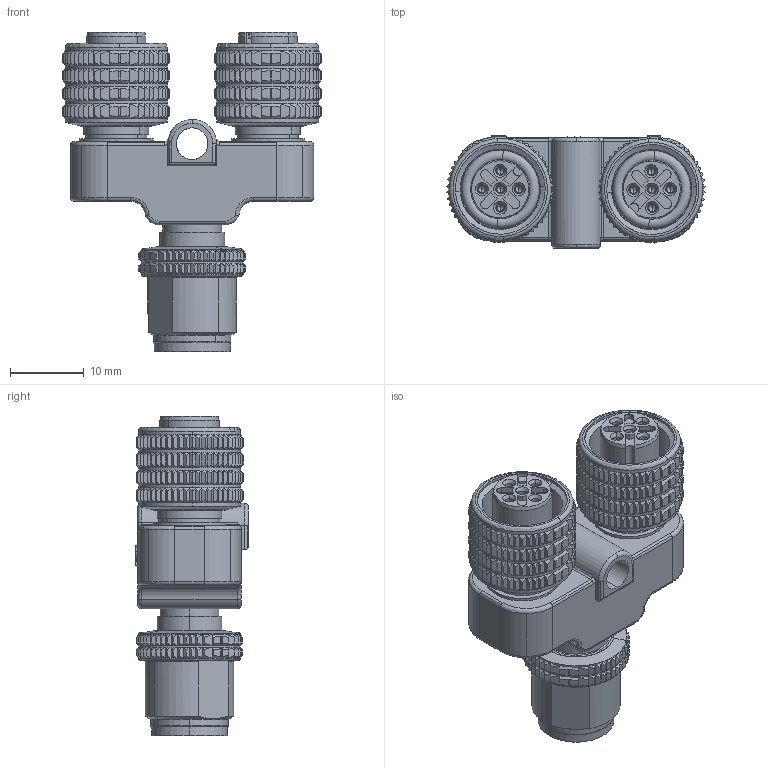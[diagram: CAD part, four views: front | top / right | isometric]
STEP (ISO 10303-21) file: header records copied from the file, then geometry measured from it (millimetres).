
FILE_DESCRIPTION(('CATIA V5 STEP Exchange','CAx-IF Rec.Pracs.--- Model Styling and Organization---1.4--- 2014-01-23'),'2;1');
FILE_NAME ('021401-3_0', '2020-11-04T10:12:33+00:00', ('none'), ('Weidmueller'), 'CATIA Version 5-6 Release 2016 SP3 HF44', 'CATIA V5 STEP AP214', 'none');
FILE_SCHEMA(('AUTOMOTIVE_DESIGN { 1 0 10303 214 1 1 1 1 }'));
Products named in the file (1): 1783430000
Bounding box: 35.03 x 15.31 x 43.3 mm (x, y, z)
Volume: 8556.4 mm3; surface area: 9244.5 mm2
Topology: 9 solids, 20 shells, 3075 faces, 6985 edges, 3977 vertices
Faces by surface type: plane 1410, cone 1040, cylinder 476, bspline 93, torus 46, sphere 10
Entity records: 89508 total; most frequent: CARTESIAN_POINT 27912, ORIENTED_EDGE 13890, DIRECTION 10185, EDGE_CURVE 6935, AXIS2_PLACEMENT_3D 4937, VERTEX_POINT 3967, EDGE_LOOP 3180, ADVANCED_FACE 3075
